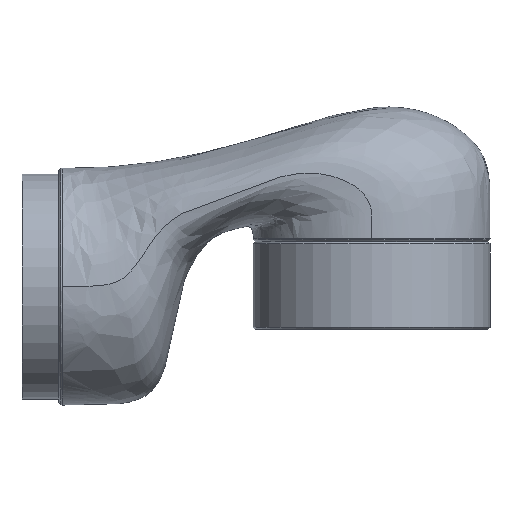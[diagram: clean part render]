
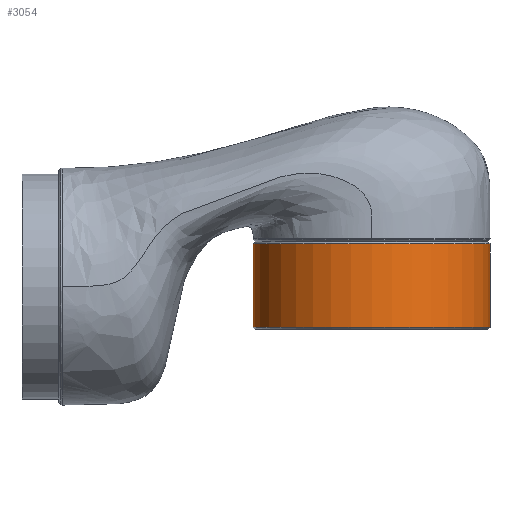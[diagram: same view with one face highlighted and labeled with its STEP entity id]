
A CAD part, top view. The second image highlights one B-rep face of the part: STEP entity #3054.
In plain terms, the highlighted cylindrical face has radius 35 mm (diameter 70 mm), a partial arc.
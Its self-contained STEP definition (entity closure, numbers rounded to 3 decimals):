
#1017 = CARTESIAN_POINT ( 'NONE',  ( 68.5, 12.65, 0. ) ) ;
#1538 = LINE ( 'NONE', #8182, #5873 ) ;
#2203 = EDGE_CURVE ( 'NONE', #5636, #8720, #10042, .T. ) ;
#2949 = DIRECTION ( 'NONE',  ( 0., 1., 0. ) ) ;
#3054 = ADVANCED_FACE ( 'NONE', ( #10919 ), #9985, .T. ) ;
#3056 = CARTESIAN_POINT ( 'NONE',  ( 138.5, 12.65, 0. ) ) ;
#3133 = CARTESIAN_POINT ( 'NONE',  ( 103.5, -12.05, 0. ) ) ;
#3353 = CARTESIAN_POINT ( 'NONE',  ( 103.5, -12.65, 0. ) ) ;
#4103 = LINE ( 'NONE', #9732, #6461 ) ;
#4703 = EDGE_CURVE ( 'NONE', #8720, #11319, #1538, .T. ) ;
#5080 = CIRCLE ( 'NONE', #9280, 35. ) ;
#5129 = EDGE_CURVE ( 'NONE', #5636, #5430, #4103, .T. ) ;
#5320 = CARTESIAN_POINT ( 'NONE',  ( 103.5, 12.65, 0. ) ) ;
#5424 = DIRECTION ( 'NONE',  ( 0., 1., 0. ) ) ;
#5430 = VERTEX_POINT ( 'NONE', #1017 ) ;
#5590 = EDGE_LOOP ( 'NONE', ( #8639, #9127, #12233, #9901 ) ) ;
#5636 = VERTEX_POINT ( 'NONE', #11149 ) ;
#5800 = DIRECTION ( 'NONE',  ( 0., 1., 0. ) ) ;
#5873 = VECTOR ( 'NONE', #5424, 1000. ) ;
#6155 = CARTESIAN_POINT ( 'NONE',  ( 138.5, -12.05, 0. ) ) ;
#6461 = VECTOR ( 'NONE', #5800, 1000. ) ;
#7189 = DIRECTION ( 'NONE',  ( 0., 0., -1. ) ) ;
#8182 = CARTESIAN_POINT ( 'NONE',  ( 138.5, -12.65, 0. ) ) ;
#8639 = ORIENTED_EDGE ( 'NONE', *, *, #2203, .T. ) ;
#8720 = VERTEX_POINT ( 'NONE', #6155 ) ;
#8850 = AXIS2_PLACEMENT_3D ( 'NONE', #3133, #2949, #9766 ) ;
#8903 = EDGE_CURVE ( 'NONE', #11319, #5430, #5080, .T. ) ;
#9127 = ORIENTED_EDGE ( 'NONE', *, *, #4703, .T. ) ;
#9280 = AXIS2_PLACEMENT_3D ( 'NONE', #5320, #10931, #7189 ) ;
#9425 = DIRECTION ( 'NONE',  ( -1., 0., 0. ) ) ;
#9732 = CARTESIAN_POINT ( 'NONE',  ( 68.5, -12.65, 0. ) ) ;
#9766 = DIRECTION ( 'NONE',  ( 0., 0., -1. ) ) ;
#9901 = ORIENTED_EDGE ( 'NONE', *, *, #5129, .F. ) ;
#9985 = CYLINDRICAL_SURFACE ( 'NONE', #10441, 35. ) ;
#10042 = CIRCLE ( 'NONE', #8850, 35. ) ;
#10441 = AXIS2_PLACEMENT_3D ( 'NONE', #3353, #10984, #9425 ) ;
#10919 = FACE_OUTER_BOUND ( 'NONE', #5590, .T. ) ;
#10931 = DIRECTION ( 'NONE',  ( 0., -1., 0. ) ) ;
#10984 = DIRECTION ( 'NONE',  ( 0., 1., 0. ) ) ;
#11149 = CARTESIAN_POINT ( 'NONE',  ( 68.5, -12.05, 0. ) ) ;
#11319 = VERTEX_POINT ( 'NONE', #3056 ) ;
#12233 = ORIENTED_EDGE ( 'NONE', *, *, #8903, .T. ) ;
